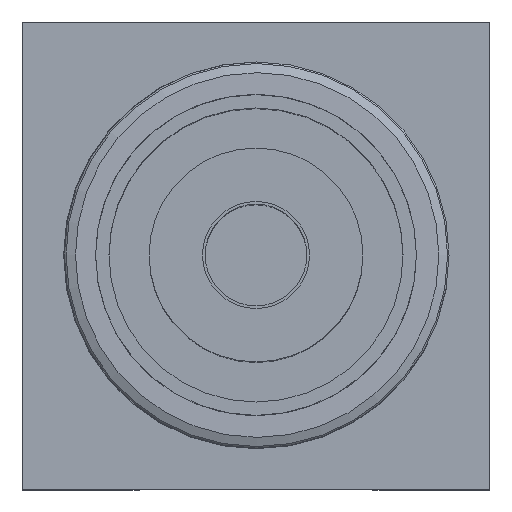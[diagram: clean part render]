
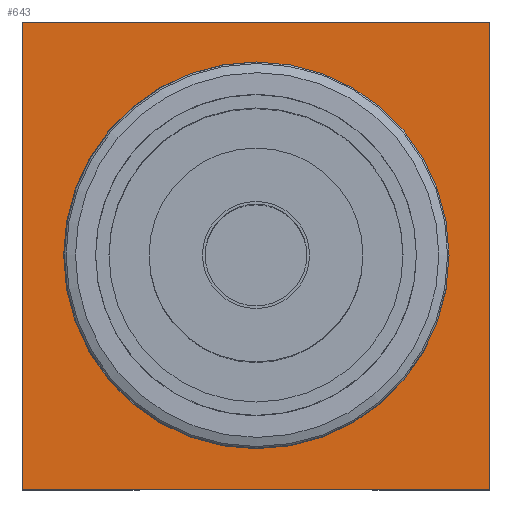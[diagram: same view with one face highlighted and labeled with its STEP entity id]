
A CAD part, top view. The second image highlights one B-rep face of the part: STEP entity #643.
In plain terms, the highlighted planar face has unit normal (0, 0, 1).
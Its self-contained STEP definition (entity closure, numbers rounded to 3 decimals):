
#330 = VERTEX_POINT('',#331);
#331 = CARTESIAN_POINT('',(3.5,3.5,1.51));
#337 = EDGE_CURVE('',#330,#338,#340,.T.);
#338 = VERTEX_POINT('',#339);
#339 = CARTESIAN_POINT('',(-3.5,3.5,1.51));
#340 = LINE('',#341,#342);
#341 = CARTESIAN_POINT('',(3.5,3.5,1.51));
#342 = VECTOR('',#343,1.);
#343 = DIRECTION('',(-1.,0.,0.));
#395 = VERTEX_POINT('',#396);
#396 = CARTESIAN_POINT('',(3.5,-3.5,1.51));
#402 = EDGE_CURVE('',#395,#330,#403,.T.);
#403 = LINE('',#404,#405);
#404 = CARTESIAN_POINT('',(3.5,-3.5,1.51));
#405 = VECTOR('',#406,1.);
#406 = DIRECTION('',(0.,1.,0.));
#602 = EDGE_CURVE('',#338,#603,#605,.T.);
#603 = VERTEX_POINT('',#604);
#604 = CARTESIAN_POINT('',(-3.5,-3.5,1.51));
#605 = LINE('',#606,#607);
#606 = CARTESIAN_POINT('',(-3.5,3.5,1.51));
#607 = VECTOR('',#608,1.);
#608 = DIRECTION('',(0.,-1.,0.));
#643 = ADVANCED_FACE('',(#644,#655),#666,.T.);
#644 = FACE_BOUND('',#645,.T.);
#645 = EDGE_LOOP('',(#646,#652,#653,#654));
#646 = ORIENTED_EDGE('',*,*,#647,.T.);
#647 = EDGE_CURVE('',#603,#395,#648,.T.);
#648 = LINE('',#649,#650);
#649 = CARTESIAN_POINT('',(-3.5,-3.5,1.51));
#650 = VECTOR('',#651,1.);
#651 = DIRECTION('',(1.,0.,0.));
#652 = ORIENTED_EDGE('',*,*,#402,.T.);
#653 = ORIENTED_EDGE('',*,*,#337,.T.);
#654 = ORIENTED_EDGE('',*,*,#602,.T.);
#655 = FACE_BOUND('',#656,.T.);
#656 = EDGE_LOOP('',(#657));
#657 = ORIENTED_EDGE('',*,*,#658,.F.);
#658 = EDGE_CURVE('',#659,#659,#661,.T.);
#659 = VERTEX_POINT('',#660);
#660 = CARTESIAN_POINT('',(2.75,0.,1.51));
#661 = CIRCLE('',#662,2.75);
#662 = AXIS2_PLACEMENT_3D('',#663,#664,#665);
#663 = CARTESIAN_POINT('',(0.,0.,1.51));
#664 = DIRECTION('',(0.,0.,1.));
#665 = DIRECTION('',(1.,0.,0.));
#666 = PLANE('',#667);
#667 = AXIS2_PLACEMENT_3D('',#668,#669,#670);
#668 = CARTESIAN_POINT('',(0.,0.,1.51));
#669 = DIRECTION('',(0.,0.,1.));
#670 = DIRECTION('',(1.,0.,0.));
